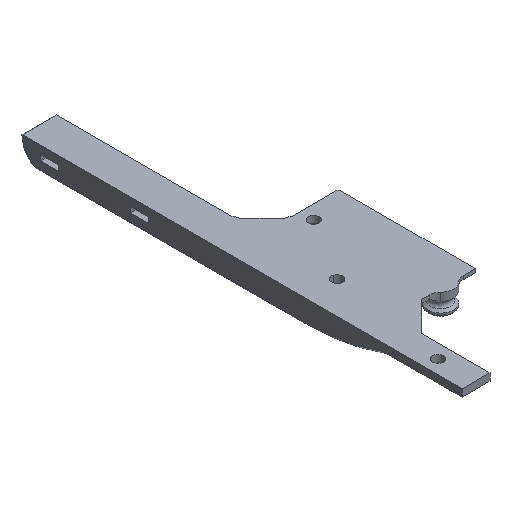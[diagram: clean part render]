
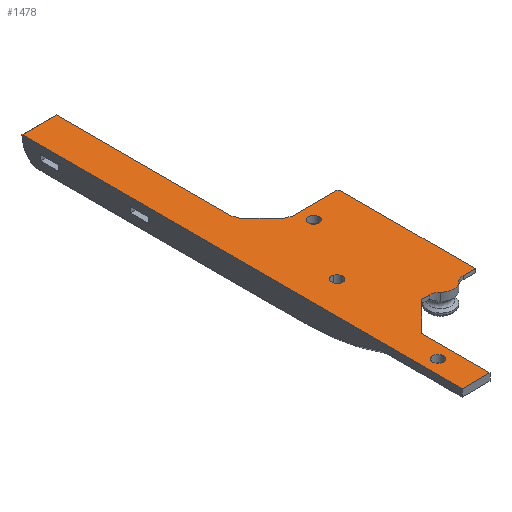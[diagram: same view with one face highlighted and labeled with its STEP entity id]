
A CAD part, isometric view. The second image highlights one B-rep face of the part: STEP entity #1478.
In plain terms, the highlighted planar face has unit normal (0, 0, 1).
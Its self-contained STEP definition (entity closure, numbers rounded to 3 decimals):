
#65=FACE_BOUND('',#238,.T.);
#66=FACE_BOUND('',#239,.T.);
#67=FACE_BOUND('',#240,.T.);
#96=PLANE('',#1605);
#153=FACE_OUTER_BOUND('',#237,.T.);
#237=EDGE_LOOP('',(#1171,#1172,#1173,#1174,#1175,#1176,#1177,#1178,#1179,
#1180,#1181,#1182,#1183,#1184,#1185,#1186,#1187));
#238=EDGE_LOOP('',(#1188));
#239=EDGE_LOOP('',(#1189));
#240=EDGE_LOOP('',(#1190,#1191));
#308=CIRCLE('',#1604,1.5);
#309=CIRCLE('',#1606,3.);
#310=CIRCLE('',#1607,3.5);
#311=CIRCLE('',#1608,3.);
#312=CIRCLE('',#1609,1.5);
#339=LINE('',#2099,#473);
#352=LINE('',#2124,#486);
#391=LINE('',#2297,#525);
#402=LINE('',#2328,#536);
#406=LINE('',#2335,#540);
#408=LINE('',#2341,#542);
#410=LINE('',#2344,#544);
#413=LINE('',#2356,#547);
#414=LINE('',#2358,#548);
#415=LINE('',#2360,#549);
#416=LINE('',#2362,#550);
#417=LINE('',#2370,#551);
#418=LINE('',#2372,#552);
#419=LINE('',#2373,#553);
#473=VECTOR('',#1702,10.);
#486=VECTOR('',#1717,10.);
#525=VECTOR('',#1816,10.);
#536=VECTOR('',#1847,10.);
#540=VECTOR('',#1853,10.);
#542=VECTOR('',#1859,10.);
#544=VECTOR('',#1863,10.);
#547=VECTOR('',#1874,10.);
#548=VECTOR('',#1875,10.);
#549=VECTOR('',#1876,10.);
#550=VECTOR('',#1877,10.);
#551=VECTOR('',#1884,10.);
#552=VECTOR('',#1885,10.);
#553=VECTOR('',#1886,10.);
#609=ELLIPSE('',#1610,1.5,1.5);
#610=ELLIPSE('',#1611,1.5,1.5);
#628=VERTEX_POINT('',#2096);
#629=VERTEX_POINT('',#2098);
#640=VERTEX_POINT('',#2122);
#683=VERTEX_POINT('',#2295);
#692=VERTEX_POINT('',#2326);
#693=VERTEX_POINT('',#2327);
#695=VERTEX_POINT('',#2334);
#697=VERTEX_POINT('',#2340);
#699=VERTEX_POINT('',#2347);
#701=VERTEX_POINT('',#2351);
#702=VERTEX_POINT('',#2355);
#703=VERTEX_POINT('',#2357);
#704=VERTEX_POINT('',#2359);
#705=VERTEX_POINT('',#2361);
#706=VERTEX_POINT('',#2363);
#707=VERTEX_POINT('',#2365);
#708=VERTEX_POINT('',#2367);
#709=VERTEX_POINT('',#2369);
#710=VERTEX_POINT('',#2371);
#711=VERTEX_POINT('',#2374);
#712=VERTEX_POINT('',#2376);
#775=EDGE_CURVE('',#628,#629,#339,.T.);
#788=EDGE_CURVE('',#640,#628,#352,.T.);
#849=EDGE_CURVE('',#640,#683,#391,.T.);
#864=EDGE_CURVE('',#692,#693,#402,.T.);
#868=EDGE_CURVE('',#695,#693,#406,.T.);
#871=EDGE_CURVE('',#629,#697,#408,.T.);
#873=EDGE_CURVE('',#697,#692,#410,.T.);
#877=EDGE_CURVE('',#699,#701,#308,.T.);
#878=EDGE_CURVE('',#683,#702,#413,.T.);
#879=EDGE_CURVE('',#702,#703,#414,.T.);
#880=EDGE_CURVE('',#703,#704,#415,.T.);
#881=EDGE_CURVE('',#704,#705,#416,.T.);
#882=EDGE_CURVE('',#705,#706,#309,.T.);
#883=EDGE_CURVE('',#707,#706,#310,.T.);
#884=EDGE_CURVE('',#707,#708,#311,.T.);
#885=EDGE_CURVE('',#708,#709,#417,.T.);
#886=EDGE_CURVE('',#709,#710,#418,.T.);
#887=EDGE_CURVE('',#710,#695,#419,.T.);
#888=EDGE_CURVE('',#711,#711,#312,.T.);
#889=EDGE_CURVE('',#712,#712,#609,.T.);
#890=EDGE_CURVE('',#701,#699,#610,.T.);
#1171=ORIENTED_EDGE('',*,*,#775,.F.);
#1172=ORIENTED_EDGE('',*,*,#788,.F.);
#1173=ORIENTED_EDGE('',*,*,#849,.T.);
#1174=ORIENTED_EDGE('',*,*,#878,.T.);
#1175=ORIENTED_EDGE('',*,*,#879,.T.);
#1176=ORIENTED_EDGE('',*,*,#880,.T.);
#1177=ORIENTED_EDGE('',*,*,#881,.T.);
#1178=ORIENTED_EDGE('',*,*,#882,.T.);
#1179=ORIENTED_EDGE('',*,*,#883,.F.);
#1180=ORIENTED_EDGE('',*,*,#884,.T.);
#1181=ORIENTED_EDGE('',*,*,#885,.T.);
#1182=ORIENTED_EDGE('',*,*,#886,.T.);
#1183=ORIENTED_EDGE('',*,*,#887,.T.);
#1184=ORIENTED_EDGE('',*,*,#868,.T.);
#1185=ORIENTED_EDGE('',*,*,#864,.F.);
#1186=ORIENTED_EDGE('',*,*,#873,.F.);
#1187=ORIENTED_EDGE('',*,*,#871,.F.);
#1188=ORIENTED_EDGE('',*,*,#888,.T.);
#1189=ORIENTED_EDGE('',*,*,#889,.T.);
#1190=ORIENTED_EDGE('',*,*,#877,.T.);
#1191=ORIENTED_EDGE('',*,*,#890,.T.);
#1478=ADVANCED_FACE('',(#153,#65,#66,#67),#96,.T.);
#1604=AXIS2_PLACEMENT_3D('',#2353,#1870,#1871);
#1605=AXIS2_PLACEMENT_3D('',#2354,#1872,#1873);
#1606=AXIS2_PLACEMENT_3D('',#2364,#1878,#1879);
#1607=AXIS2_PLACEMENT_3D('',#2366,#1880,#1881);
#1608=AXIS2_PLACEMENT_3D('',#2368,#1882,#1883);
#1609=AXIS2_PLACEMENT_3D('',#2375,#1887,#1888);
#1610=AXIS2_PLACEMENT_3D('',#2377,#1889,#1890);
#1611=AXIS2_PLACEMENT_3D('',#2378,#1891,#1892);
#1702=DIRECTION('',(0.,-1.,0.));
#1717=DIRECTION('',(1.,0.,0.));
#1816=DIRECTION('',(0.,-1.,0.));
#1847=DIRECTION('',(0.924,-0.383,0.));
#1853=DIRECTION('',(-1.,0.,0.));
#1859=DIRECTION('',(0.383,-0.924,0.));
#1863=DIRECTION('',(0.707,-0.707,0.));
#1870=DIRECTION('center_axis',(0.,0.,-1.));
#1871=DIRECTION('ref_axis',(-1.,0.,0.));
#1872=DIRECTION('center_axis',(0.,0.,1.));
#1873=DIRECTION('ref_axis',(1.,0.,0.));
#1874=DIRECTION('',(1.,0.,0.));
#1875=DIRECTION('',(0.,1.,0.));
#1876=DIRECTION('',(0.706,0.708,0.));
#1877=DIRECTION('',(1.,0.,0.));
#1878=DIRECTION('center_axis',(0.,0.,-1.));
#1879=DIRECTION('ref_axis',(0.383,0.924,0.));
#1880=DIRECTION('center_axis',(0.,0.,-1.));
#1881=DIRECTION('ref_axis',(0.891,-0.454,0.));
#1882=DIRECTION('center_axis',(0.,0.,-1.));
#1883=DIRECTION('ref_axis',(-0.383,0.924,0.));
#1884=DIRECTION('',(1.,0.,0.));
#1885=DIRECTION('',(0.,1.,0.));
#1886=DIRECTION('',(-0.816,0.577,0.));
#1887=DIRECTION('center_axis',(0.,0.,-1.));
#1888=DIRECTION('ref_axis',(-1.,0.,0.));
#1889=DIRECTION('center_axis',(0.,0.,-1.));
#1890=DIRECTION('ref_axis',(-0.97,0.242,0.));
#1891=DIRECTION('center_axis',(0.,0.,-1.));
#1892=DIRECTION('ref_axis',(-0.97,0.242,0.));
#2096=CARTESIAN_POINT('',(9.525,122.007,0.));
#2098=CARTESIAN_POINT('',(9.525,73.35,0.));
#2099=CARTESIAN_POINT('',(9.525,0.,0.));
#2122=CARTESIAN_POINT('',(0.,122.007,0.));
#2124=CARTESIAN_POINT('',(0.,122.007,0.));
#2295=CARTESIAN_POINT('',(0.,0.,0.));
#2297=CARTESIAN_POINT('',(0.,40.,0.));
#2326=CARTESIAN_POINT('',(16.168,65.707,0.));
#2327=CARTESIAN_POINT('',(17.875,65.,0.));
#2328=CARTESIAN_POINT('',(22.112,63.245,0.));
#2334=CARTESIAN_POINT('',(30.267,65.,0.));
#2335=CARTESIAN_POINT('',(30.681,65.,0.));
#2340=CARTESIAN_POINT('',(10.232,71.643,0.));
#2341=CARTESIAN_POINT('',(17.349,54.461,0.));
#2344=CARTESIAN_POINT('',(22.779,59.096,0.));
#2347=CARTESIAN_POINT('',(9.525,42.273,0.));
#2351=CARTESIAN_POINT('',(9.525,45.077,0.));
#2353=CARTESIAN_POINT('Origin',(8.992,43.675,0.));
#2354=CARTESIAN_POINT('Origin',(15.341,32.5,0.));
#2355=CARTESIAN_POINT('',(7.7,0.,0.));
#2356=CARTESIAN_POINT('',(0.,0.,0.));
#2357=CARTESIAN_POINT('',(7.7,18.911,0.));
#2358=CARTESIAN_POINT('',(7.7,0.,0.));
#2359=CARTESIAN_POINT('',(15.809,27.041,0.));
#2360=CARTESIAN_POINT('',(7.7,18.911,0.));
#2361=CARTESIAN_POINT('',(18.078,27.041,0.));
#2362=CARTESIAN_POINT('',(15.809,27.041,0.));
#2363=CARTESIAN_POINT('',(20.203,26.16,0.));
#2364=CARTESIAN_POINT('Origin',(18.078,24.041,0.));
#2365=CARTESIAN_POINT('',(25.16,26.16,0.));
#2366=CARTESIAN_POINT('Origin',(22.681,28.631,0.));
#2367=CARTESIAN_POINT('',(27.284,27.041,0.));
#2368=CARTESIAN_POINT('Origin',(27.284,24.041,0.));
#2369=CARTESIAN_POINT('',(30.681,27.041,0.));
#2370=CARTESIAN_POINT('',(15.809,27.041,0.));
#2371=CARTESIAN_POINT('',(30.681,64.707,0.));
#2372=CARTESIAN_POINT('',(30.681,27.041,0.));
#2373=CARTESIAN_POINT('',(33.007,63.063,0.));
#2374=CARTESIAN_POINT('',(5.35,10.499,0.));
#2375=CARTESIAN_POINT('Origin',(3.85,10.499,0.));
#2376=CARTESIAN_POINT('',(21.424,60.776,0.));
#2377=CARTESIAN_POINT('Origin',(19.969,61.139,0.));
#2378=CARTESIAN_POINT('Origin',(8.992,43.675,0.));
